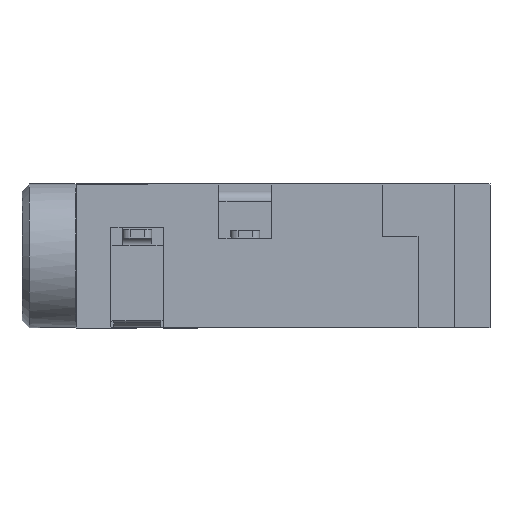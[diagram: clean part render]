
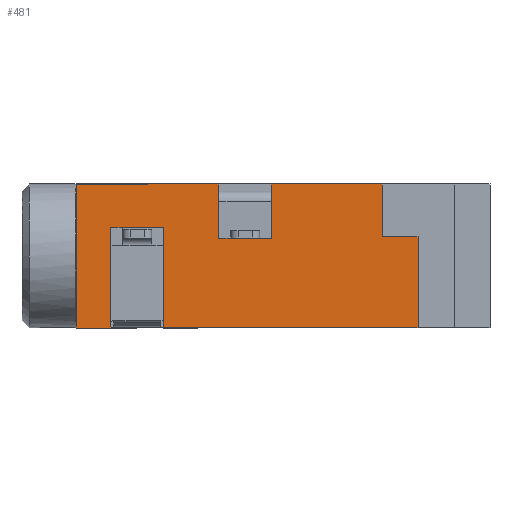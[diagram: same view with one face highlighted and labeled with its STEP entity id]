
A CAD part, front view. The second image highlights one B-rep face of the part: STEP entity #481.
In plain terms, the highlighted planar face has unit normal (0, -1, 0).
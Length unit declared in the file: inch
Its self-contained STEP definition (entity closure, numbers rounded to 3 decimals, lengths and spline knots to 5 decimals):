
#235 = VECTOR ( 'NONE', #7612, 39.37008 ) ;
#245 = CARTESIAN_POINT ( 'NONE',  ( 9.09808, 4.63595, -0.29528 ) ) ;
#363 = VERTEX_POINT ( 'NONE', #5527 ) ;
#481 = ADVANCED_FACE ( 'NONE', ( #8132 ), #2864, .F. ) ;
#618 = EDGE_CURVE ( 'NONE', #1640, #1641, #8642, .T. ) ;
#657 = ORIENTED_EDGE ( 'NONE', *, *, #1914, .F. ) ;
#664 = DIRECTION ( 'NONE',  ( 0., 0., 1. ) ) ;
#745 = VERTEX_POINT ( 'NONE', #12450 ) ;
#797 = LINE ( 'NONE', #7521, #5498 ) ;
#895 = CARTESIAN_POINT ( 'NONE',  ( 8.93784, 4.63595, -0.19724 ) ) ;
#941 = DIRECTION ( 'NONE',  ( 0., 0., 1. ) ) ;
#1054 = VERTEX_POINT ( 'NONE', #1904 ) ;
#1640 = VERTEX_POINT ( 'NONE', #3220 ) ;
#1641 = VERTEX_POINT ( 'NONE', #7682 ) ;
#1695 = ORIENTED_EDGE ( 'NONE', *, *, #618, .F. ) ;
#1742 = ORIENTED_EDGE ( 'NONE', *, *, #4887, .T. ) ;
#1878 = VERTEX_POINT ( 'NONE', #6731 ) ;
#1903 = DIRECTION ( 'NONE',  ( 0., 0., 1. ) ) ;
#1904 = CARTESIAN_POINT ( 'NONE',  ( 8.81973, 4.63595, -0.18583 ) ) ;
#1914 = EDGE_CURVE ( 'NONE', #745, #2367, #5565, .T. ) ;
#2217 = VECTOR ( 'NONE', #2503, 39.37008 ) ;
#2367 = VERTEX_POINT ( 'NONE', #5001 ) ;
#2428 = LINE ( 'NONE', #12546, #2217 ) ;
#2503 = DIRECTION ( 'NONE',  ( -1., 0., 0. ) ) ;
#2547 = ORIENTED_EDGE ( 'NONE', *, *, #7751, .T. ) ;
#2673 = ORIENTED_EDGE ( 'NONE', *, *, #12942, .T. ) ;
#2778 = CARTESIAN_POINT ( 'NONE',  ( 8.76225, 4.63595, -0.18583 ) ) ;
#2861 = VERTEX_POINT ( 'NONE', #11013 ) ;
#2864 = PLANE ( 'NONE',  #4431 ) ;
#2926 = ORIENTED_EDGE ( 'NONE', *, *, #12734, .F. ) ;
#2955 = CARTESIAN_POINT ( 'NONE',  ( 9.05871, 4.63595, -0.19567 ) ) ;
#3220 = CARTESIAN_POINT ( 'NONE',  ( 8.93784, 4.63595, -0.19724 ) ) ;
#3797 = ORIENTED_EDGE ( 'NONE', *, *, #13733, .F. ) ;
#3814 = EDGE_LOOP ( 'NONE', ( #2926, #1695, #1742, #3797, #7865, #11709, #657, #2673, #2547, #13576, #12781, #6623, #9509, #7505 ) ) ;
#4221 = DIRECTION ( 'NONE',  ( -1., 0., 0. ) ) ;
#4306 = LINE ( 'NONE', #7793, #9050 ) ;
#4390 = CARTESIAN_POINT ( 'NONE',  ( 8.76225, 4.63595, -0.29528 ) ) ;
#4431 = AXIS2_PLACEMENT_3D ( 'NONE', #6093, #8205, #5075 ) ;
#4448 = CARTESIAN_POINT ( 'NONE',  ( 9.05871, 4.63595, -0.19567 ) ) ;
#4538 = LINE ( 'NONE', #5428, #7797 ) ;
#4632 = LINE ( 'NONE', #245, #12295 ) ;
#4887 = EDGE_CURVE ( 'NONE', #1640, #12340, #2428, .T. ) ;
#5001 = CARTESIAN_POINT ( 'NONE',  ( 8.72406, 4.63595, -0.29528 ) ) ;
#5075 = DIRECTION ( 'NONE',  ( 1., 0., 0. ) ) ;
#5215 = CARTESIAN_POINT ( 'NONE',  ( 9.09808, 4.63595, -0.29528 ) ) ;
#5253 = EDGE_CURVE ( 'NONE', #5911, #8238, #4632, .T. ) ;
#5397 = VECTOR ( 'NONE', #13307, 39.37008 ) ;
#5428 = CARTESIAN_POINT ( 'NONE',  ( 8.88036, 4.63595, -0.1378 ) ) ;
#5498 = VECTOR ( 'NONE', #664, 39.37008 ) ;
#5527 = CARTESIAN_POINT ( 'NONE',  ( 9.09808, 4.63595, -0.19567 ) ) ;
#5565 = LINE ( 'NONE', #4390, #5397 ) ;
#5757 = EDGE_CURVE ( 'NONE', #363, #14094, #4306, .T. ) ;
#5911 = VERTEX_POINT ( 'NONE', #11592 ) ;
#6093 = CARTESIAN_POINT ( 'NONE',  ( 8.95044, 4.63595, -0.21654 ) ) ;
#6623 = ORIENTED_EDGE ( 'NONE', *, *, #14298, .T. ) ;
#6731 = CARTESIAN_POINT ( 'NONE',  ( 8.88036, 4.63595, -0.1378 ) ) ;
#7189 = CARTESIAN_POINT ( 'NONE',  ( 8.81973, 4.63595, -0.29528 ) ) ;
#7212 = VERTEX_POINT ( 'NONE', #7271 ) ;
#7271 = CARTESIAN_POINT ( 'NONE',  ( 9.05871, 4.63595, -0.1378 ) ) ;
#7280 = LINE ( 'NONE', #9354, #7825 ) ;
#7505 = ORIENTED_EDGE ( 'NONE', *, *, #11519, .T. ) ;
#7521 = CARTESIAN_POINT ( 'NONE',  ( 8.76225, 4.63595, -0.29528 ) ) ;
#7612 = DIRECTION ( 'NONE',  ( 1., 0., 0. ) ) ;
#7682 = CARTESIAN_POINT ( 'NONE',  ( 8.93784, 4.63595, -0.1378 ) ) ;
#7751 = EDGE_CURVE ( 'NONE', #10800, #1054, #13980, .T. ) ;
#7793 = CARTESIAN_POINT ( 'NONE',  ( 9.09808, 4.63595, -0.19567 ) ) ;
#7797 = VECTOR ( 'NONE', #12233, 39.37008 ) ;
#7825 = VECTOR ( 'NONE', #9501, 39.37008 ) ;
#7865 = ORIENTED_EDGE ( 'NONE', *, *, #14448, .F. ) ;
#8008 = LINE ( 'NONE', #12491, #11861 ) ;
#8132 = FACE_OUTER_BOUND ( 'NONE', #3814, .T. ) ;
#8148 = VECTOR ( 'NONE', #12914, 39.37008 ) ;
#8205 = DIRECTION ( 'NONE',  ( 0., 1., 0. ) ) ;
#8238 = VERTEX_POINT ( 'NONE', #7189 ) ;
#8414 = DIRECTION ( 'NONE',  ( 1., 0., 0. ) ) ;
#8504 = VECTOR ( 'NONE', #10553, 39.37008 ) ;
#8642 = LINE ( 'NONE', #895, #10500 ) ;
#8648 = EDGE_CURVE ( 'NONE', #1054, #8238, #8008, .T. ) ;
#9050 = VECTOR ( 'NONE', #4221, 39.37008 ) ;
#9175 = DIRECTION ( 'NONE',  ( -1., 0., 0. ) ) ;
#9354 = CARTESIAN_POINT ( 'NONE',  ( 8.72406, 4.63595, -0.29528 ) ) ;
#9432 = CARTESIAN_POINT ( 'NONE',  ( 8.76225, 4.63595, -0.18583 ) ) ;
#9501 = DIRECTION ( 'NONE',  ( 0., 0., 1. ) ) ;
#9509 = ORIENTED_EDGE ( 'NONE', *, *, #5757, .T. ) ;
#10229 = LINE ( 'NONE', #10689, #8504 ) ;
#10500 = VECTOR ( 'NONE', #1903, 39.37008 ) ;
#10553 = DIRECTION ( 'NONE',  ( 1., 0., 0. ) ) ;
#10612 = LINE ( 'NONE', #5215, #8148 ) ;
#10689 = CARTESIAN_POINT ( 'NONE',  ( 8.93784, 4.63595, -0.1378 ) ) ;
#10800 = VERTEX_POINT ( 'NONE', #9432 ) ;
#10901 = CARTESIAN_POINT ( 'NONE',  ( 8.72406, 4.63595, -0.1378 ) ) ;
#11013 = CARTESIAN_POINT ( 'NONE',  ( 8.72406, 4.63595, -0.1378 ) ) ;
#11145 = VECTOR ( 'NONE', #8414, 39.37008 ) ;
#11519 = EDGE_CURVE ( 'NONE', #14094, #7212, #14486, .T. ) ;
#11592 = CARTESIAN_POINT ( 'NONE',  ( 9.09808, 4.63595, -0.29528 ) ) ;
#11709 = ORIENTED_EDGE ( 'NONE', *, *, #13378, .F. ) ;
#11861 = VECTOR ( 'NONE', #13735, 39.37008 ) ;
#12233 = DIRECTION ( 'NONE',  ( 0., 0., -1. ) ) ;
#12295 = VECTOR ( 'NONE', #9175, 39.37008 ) ;
#12340 = VERTEX_POINT ( 'NONE', #14406 ) ;
#12450 = CARTESIAN_POINT ( 'NONE',  ( 8.76225, 4.63595, -0.29528 ) ) ;
#12491 = CARTESIAN_POINT ( 'NONE',  ( 8.81973, 4.63595, -0.18583 ) ) ;
#12546 = CARTESIAN_POINT ( 'NONE',  ( 8.93784, 4.63595, -0.19724 ) ) ;
#12708 = VECTOR ( 'NONE', #941, 39.37008 ) ;
#12734 = EDGE_CURVE ( 'NONE', #1641, #7212, #10229, .T. ) ;
#12781 = ORIENTED_EDGE ( 'NONE', *, *, #5253, .F. ) ;
#12914 = DIRECTION ( 'NONE',  ( 0., 0., 1. ) ) ;
#12942 = EDGE_CURVE ( 'NONE', #745, #10800, #797, .T. ) ;
#13307 = DIRECTION ( 'NONE',  ( -1., 0., 0. ) ) ;
#13378 = EDGE_CURVE ( 'NONE', #2367, #2861, #7280, .T. ) ;
#13576 = ORIENTED_EDGE ( 'NONE', *, *, #8648, .T. ) ;
#13733 = EDGE_CURVE ( 'NONE', #1878, #12340, #4538, .T. ) ;
#13735 = DIRECTION ( 'NONE',  ( 0., 0., -1. ) ) ;
#13980 = LINE ( 'NONE', #2778, #11145 ) ;
#14094 = VERTEX_POINT ( 'NONE', #2955 ) ;
#14281 = LINE ( 'NONE', #10901, #235 ) ;
#14298 = EDGE_CURVE ( 'NONE', #5911, #363, #10612, .T. ) ;
#14406 = CARTESIAN_POINT ( 'NONE',  ( 8.88036, 4.63595, -0.19724 ) ) ;
#14448 = EDGE_CURVE ( 'NONE', #2861, #1878, #14281, .T. ) ;
#14486 = LINE ( 'NONE', #4448, #12708 ) ;
